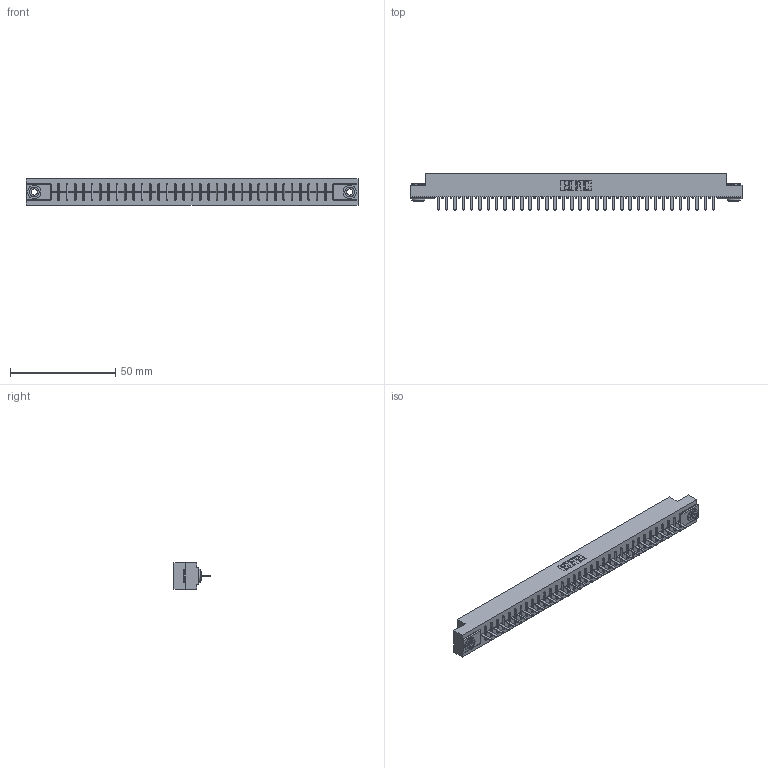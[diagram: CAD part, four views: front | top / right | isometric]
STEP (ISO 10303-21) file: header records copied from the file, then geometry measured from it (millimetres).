
FILE_DESCRIPTION (( 'STEP AP203' ), '1' );
FILE_NAME ('356-034-420-103.STEP', '2020-09-23T22:00:50', ( '' ), ( '' ), 'SwSTEP 2.0', 'SolidWorks 2020', '' );
FILE_SCHEMA (( 'CONFIG_CONTROL_DESIGN' ));
Length unit declared in the file: inch
Products named in the file (4): 345-250-002_345-250-002-102; 306 Part_.156 Dia; 306-290-001_120; 356-034-420-103
Assembly tree (37 placements, depth 2):
  356-034-420-103
    306 Part_.156 Dia
    306-290-001_120  x34
    345-250-002_345-250-002-102  x2
Bounding box: 157.73 x 17.12 x 12.7 mm (x, y, z)
Volume: 17375 mm3; surface area: 18020.2 mm2
Topology: 37 solids, 37 shells, 2548 faces, 7126 edges, 4564 vertices
Faces by surface type: plane 1690, cylinder 714, sphere 136, cone 8
Entity records: 33764 total; most frequent: CARTESIAN_POINT 5646, ORIENTED_EDGE 5588, DIRECTION 5582, EDGE_CURVE 2794, VECTOR 2174, LINE 2174, VERTEX_POINT 1768, AXIS2_PLACEMENT_3D 1704
